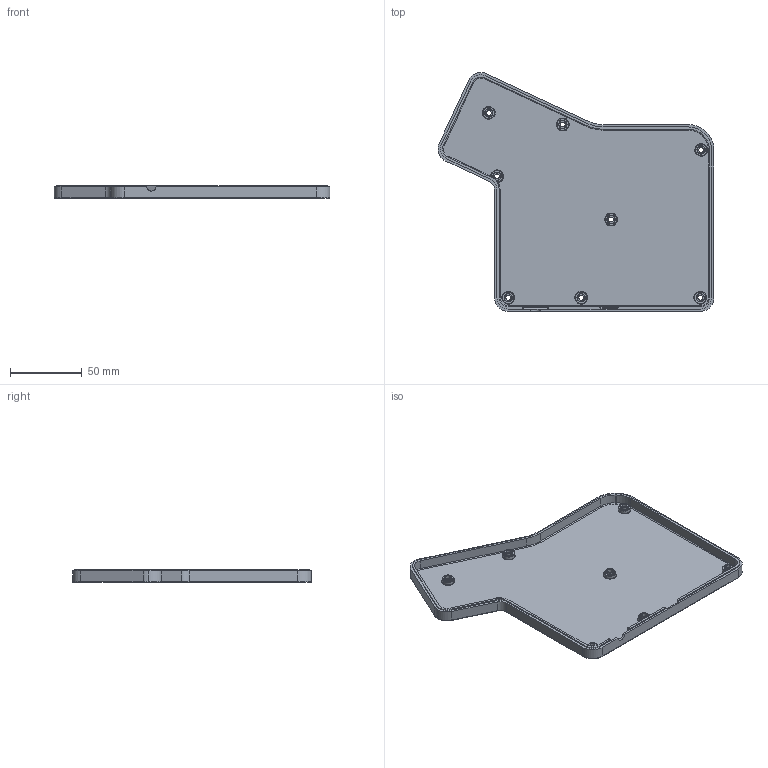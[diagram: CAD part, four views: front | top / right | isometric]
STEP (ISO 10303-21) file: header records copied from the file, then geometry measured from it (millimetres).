
FILE_DESCRIPTION (( 'STEP AP203' ), '1' );
FILE_NAME ('Flat_BottomLeftCase.STEP', '2012-07-22T21:00:22', ( 'Dox' ), ( 'Microsoft' ), 'SwSTEP 2.0', 'SolidWorks 2011', '' );
FILE_SCHEMA (( 'CONFIG_CONTROL_DESIGN' ));
Length unit declared in the file: inch
Products named in the file (1): Flat_BottomLeftCase
Bounding box: 192.12 x 166.29 x 8.87 mm (x, y, z)
Volume: 50169.5 mm3; surface area: 56844.1 mm2
Topology: 1 solids, 1 shells, 287 faces, 669 edges, 402 vertices
Faces by surface type: cylinder 129, torus 87, plane 63, bspline 8
Entity records: 8539 total; most frequent: CARTESIAN_POINT 1645, DIRECTION 1614, ORIENTED_EDGE 1330, AXIS2_PLACEMENT_3D 687, EDGE_CURVE 665, CIRCLE 407, VERTEX_POINT 402, EDGE_LOOP 325
